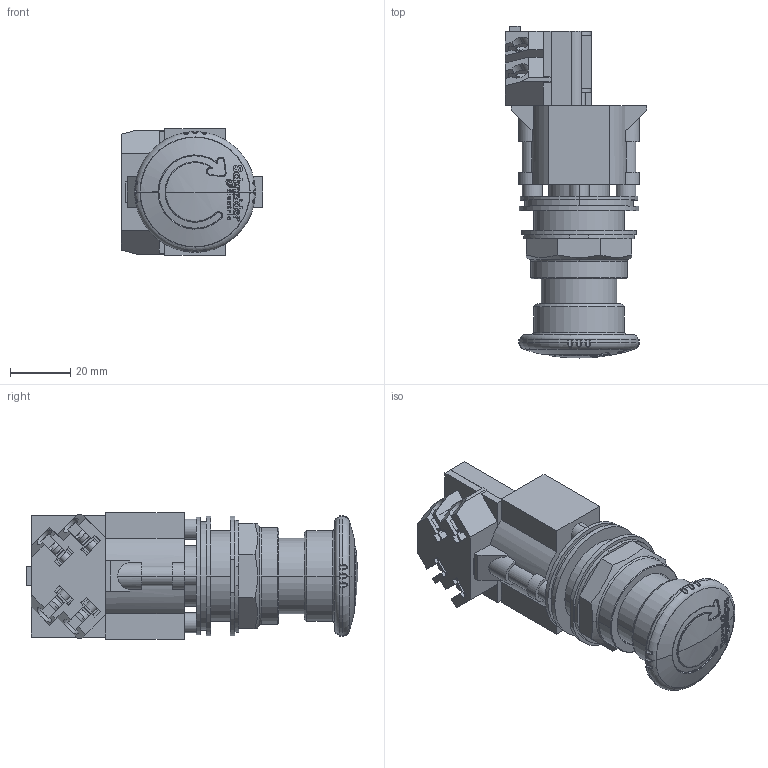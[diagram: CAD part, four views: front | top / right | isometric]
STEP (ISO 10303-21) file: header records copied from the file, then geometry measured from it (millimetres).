
FILE_DESCRIPTION((''),'2;1');
FILE_NAME('9001KR16H13_ASM','2021-05-03T15:39:05',('SESA592305'),('Schneider-Electric'),'CREO PARAMETRIC BY PTC INC, 2019471','CREO PARAMETRIC BY PTC INC, 2019471','');
FILE_SCHEMA(('AP242_MANAGED_MODEL_BASED_3D_ENGINEERING_MIM_LF { 1 0 10303 442 1 1 4 }'));
Products named in the file (6): BASE_LUMP33_TETE_ROUGE; LUMP34_1; 155976701AF6; BASE_TETE_ROUGE_TURN_TROP_GRAND_ASM; 9001KA1_3D; 9001KR16H13_ASM
Assembly tree (5 placements, depth 3):
  9001KR16H13_ASM
    BASE_TETE_ROUGE_TURN_TROP_GRAND_ASM
      BASE_LUMP33_TETE_ROUGE
      LUMP34_1
      155976701AF6
    9001KA1_3D
Bounding box: 47.03 x 110.1 x 42 mm (x, y, z)
Volume: 83819.7 mm3; surface area: 34551.1 mm2
Topology: 4 solids, 5 shells, 1020 faces, 2771 edges, 1828 vertices
Faces by surface type: plane 494, cylinder 241, extrusion 108, sphere 55, bspline 54, torus 51, cone 17
Entity records: 129832 total; most frequent: CARTESIAN_POINT 92052, ORIENTED_EDGE 5458, DIRECTION 5407, EDGE_CURVE 2736, PRESENTATION_STYLE_ASSIGNMENT 2634, STYLED_ITEM 2626, CURVE_STYLE 2477, AXIS2_PLACEMENT_3D 1974
